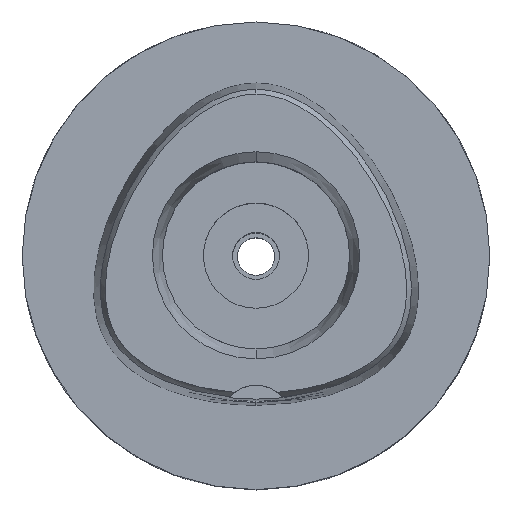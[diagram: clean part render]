
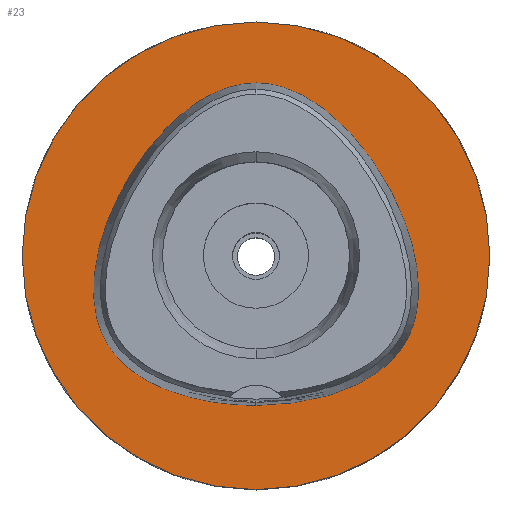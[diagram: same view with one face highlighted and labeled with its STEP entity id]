
A CAD part, top view. The second image highlights one B-rep face of the part: STEP entity #23.
In plain terms, the highlighted planar face has unit normal (0, 0, 1).
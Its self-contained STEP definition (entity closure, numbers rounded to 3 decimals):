
#23 = ADVANCED_FACE ( 'NONE', ( #2173, #165 ), #3060, .F. ) ;
#165 = FACE_BOUND ( 'NONE', #2454, .T. ) ;
#216 = CARTESIAN_POINT ( 'NONE',  ( -27.101, -11.411, 0. ) ) ;
#221 = ORIENTED_EDGE ( 'NONE', *, *, #3537, .F. ) ;
#237 = CARTESIAN_POINT ( 'NONE',  ( 17.753, 19.522, 0. ) ) ;
#246 = VERTEX_POINT ( 'NONE', #2687 ) ;
#318 = CARTESIAN_POINT ( 'NONE',  ( -17.753, 19.522, 0. ) ) ;
#357 = CARTESIAN_POINT ( 'NONE',  ( 13.218, 24.044, 0. ) ) ;
#587 = CARTESIAN_POINT ( 'NONE',  ( 25.638, -14.802, 0. ) ) ;
#596 = CARTESIAN_POINT ( 'NONE',  ( -27.855, -5.338, 0. ) ) ;
#609 = CARTESIAN_POINT ( 'NONE',  ( 27.855, -5.338, 0. ) ) ;
#729 = CARTESIAN_POINT ( 'NONE',  ( -21.421, -19.599, 0. ) ) ;
#738 = CARTESIAN_POINT ( 'NONE',  ( 11.74, -24.136, 0. ) ) ;
#901 = DIRECTION ( 'NONE',  ( 0., 1., 0. ) ) ;
#925 = CARTESIAN_POINT ( 'NONE',  ( 0., 0., 0. ) ) ;
#1040 = CARTESIAN_POINT ( 'NONE',  ( -3.149, 29.34, 0. ) ) ;
#1090 = CARTESIAN_POINT ( 'NONE',  ( -6.262, 28.351, 0. ) ) ;
#1147 = CARTESIAN_POINT ( 'NONE',  ( -11.74, -24.136, 0. ) ) ;
#1162 = CIRCLE ( 'NONE', #4510, 40. ) ;
#1227 = CARTESIAN_POINT ( 'NONE',  ( -6.692, -25.245, 0. ) ) ;
#1298 = DIRECTION ( 'NONE',  ( 0., 0., -1. ) ) ;
#1380 = CARTESIAN_POINT ( 'NONE',  ( 27.684, -8.752, 0. ) ) ;
#1386 = EDGE_CURVE ( 'NONE', #4582, #3107, #4573, .T. ) ;
#1406 = CARTESIAN_POINT ( 'NONE',  ( 22.339, 12.897, 0. ) ) ;
#1417 = CARTESIAN_POINT ( 'NONE',  ( -26.349, -13.395, 0. ) ) ;
#1436 = CARTESIAN_POINT ( 'NONE',  ( 0., 29.575, 0. ) ) ;
#1550 = CARTESIAN_POINT ( 'NONE',  ( 6.692, -25.245, 0. ) ) ;
#1560 = B_SPLINE_CURVE_WITH_KNOTS ( 'NONE', 3,
 ( #3088, #3893, #1040, #1090, #3790, #2300, #318, #1908, #3502, #4186, #3408, #596, #2204, #216, #1417, #3017, #4612, #4387, #729, #1617, #2379, #1147, #1227, #1991, #3245 ),
 .UNSPECIFIED., .F., .F.,
 ( 4, 1, 1, 1, 1, 1, 1, 1, 1, 1, 1, 1, 1, 1, 1, 1, 1, 1, 1, 1, 1, 1, 4 ),
 ( 0., 0.042, 0.083, 0.125, 0.167, 0.25, 0.333, 0.417, 0.458, 0.5, 0.542, 0.583, 0.625, 0.646, 0.667, 0.688, 0.708, 0.75, 0.792, 0.833, 0.875, 0.917, 1. ),
 .UNSPECIFIED. ) ;
#1617 = CARTESIAN_POINT ( 'NONE',  ( -18.55, -21.454, 0. ) ) ;
#1638 = AXIS2_PLACEMENT_3D ( 'NONE', #2986, #3402, #1856 ) ;
#1774 = CARTESIAN_POINT ( 'NONE',  ( 23.433, -17.764, 0. ) ) ;
#1798 = CARTESIAN_POINT ( 'NONE',  ( 0., -25.575, 0. ) ) ;
#1827 = CARTESIAN_POINT ( 'NONE',  ( 3.149, 29.34, 0. ) ) ;
#1834 = ORIENTED_EDGE ( 'NONE', *, *, #4956, .F. ) ;
#1856 = DIRECTION ( 'NONE',  ( 0., -1., 0. ) ) ;
#1908 = CARTESIAN_POINT ( 'NONE',  ( -22.339, 12.897, 0. ) ) ;
#1948 = CARTESIAN_POINT ( 'NONE',  ( 9.305, 26.792, 0. ) ) ;
#1991 = CARTESIAN_POINT ( 'NONE',  ( -2.677, -25.575, 0. ) ) ;
#2136 = DIRECTION ( 'NONE',  ( 0., 0., -1. ) ) ;
#2173 = FACE_OUTER_BOUND ( 'NONE', #4899, .T. ) ;
#2196 = CARTESIAN_POINT ( 'NONE',  ( 27.537, -1.766, 0. ) ) ;
#2204 = CARTESIAN_POINT ( 'NONE',  ( -27.684, -8.752, 0. ) ) ;
#2300 = CARTESIAN_POINT ( 'NONE',  ( -13.218, 24.044, 0. ) ) ;
#2379 = CARTESIAN_POINT ( 'NONE',  ( -15.298, -22.965, 0. ) ) ;
#2454 = EDGE_LOOP ( 'NONE', ( #4176, #221 ) ) ;
#2532 = DIRECTION ( 'NONE',  ( 0., -1., 0. ) ) ;
#2562 = CARTESIAN_POINT ( 'NONE',  ( 21.421, -19.599, 0. ) ) ;
#2607 = CARTESIAN_POINT ( 'NONE',  ( 24.775, -16.122, 0. ) ) ;
#2687 = CARTESIAN_POINT ( 'NONE',  ( 0., 29.575, 0. ) ) ;
#2732 = AXIS2_PLACEMENT_3D ( 'NONE', #3774, #1298, #901 ) ;
#2986 = CARTESIAN_POINT ( 'NONE',  ( 0., 0., 0. ) ) ;
#3017 = CARTESIAN_POINT ( 'NONE',  ( -25.638, -14.802, 0. ) ) ;
#3060 = PLANE ( 'NONE',  #1638 ) ;
#3088 = CARTESIAN_POINT ( 'NONE',  ( 0., 29.575, 0. ) ) ;
#3107 = VERTEX_POINT ( 'NONE', #3110 ) ;
#3110 = CARTESIAN_POINT ( 'NONE',  ( 0., -40., 0. ) ) ;
#3123 = CARTESIAN_POINT ( 'NONE',  ( 2.677, -25.575, 0. ) ) ;
#3245 = CARTESIAN_POINT ( 'NONE',  ( 0., -25.575, 0. ) ) ;
#3402 = DIRECTION ( 'NONE',  ( 0., 0., -1. ) ) ;
#3408 = CARTESIAN_POINT ( 'NONE',  ( -27.537, -1.766, 0. ) ) ;
#3421 = CARTESIAN_POINT ( 'NONE',  ( 27.101, -11.411, 0. ) ) ;
#3494 = B_SPLINE_CURVE_WITH_KNOTS ( 'NONE', 3,
 ( #3515, #3123, #1550, #738, #4177, #4965, #2562, #1774, #2607, #587, #5112, #3421, #1380, #609, #2196, #4200, #4153, #1406, #237, #357, #1948, #3809, #1827, #5020, #1436 ),
 .UNSPECIFIED., .F., .F.,
 ( 4, 1, 1, 1, 1, 1, 1, 1, 1, 1, 1, 1, 1, 1, 1, 1, 1, 1, 1, 1, 1, 1, 4 ),
 ( 0., 0.083, 0.125, 0.167, 0.208, 0.25, 0.292, 0.313, 0.333, 0.354, 0.375, 0.417, 0.458, 0.5, 0.542, 0.583, 0.667, 0.75, 0.833, 0.875, 0.917, 0.958, 1. ),
 .UNSPECIFIED. ) ;
#3502 = CARTESIAN_POINT ( 'NONE',  ( -25.209, 6.827, 0. ) ) ;
#3515 = CARTESIAN_POINT ( 'NONE',  ( 0., -25.575, 0. ) ) ;
#3532 = VERTEX_POINT ( 'NONE', #1798 ) ;
#3537 = EDGE_CURVE ( 'NONE', #3532, #246, #3494, .T. ) ;
#3689 = CARTESIAN_POINT ( 'NONE',  ( 0., 40., 0. ) ) ;
#3774 = CARTESIAN_POINT ( 'NONE',  ( 0., 0., 0. ) ) ;
#3790 = CARTESIAN_POINT ( 'NONE',  ( -9.305, 26.792, 0. ) ) ;
#3809 = CARTESIAN_POINT ( 'NONE',  ( 6.262, 28.351, 0. ) ) ;
#3893 = CARTESIAN_POINT ( 'NONE',  ( -1.05, 29.575, 0. ) ) ;
#4153 = CARTESIAN_POINT ( 'NONE',  ( 25.209, 6.827, 0. ) ) ;
#4176 = ORIENTED_EDGE ( 'NONE', *, *, #4207, .F. ) ;
#4177 = CARTESIAN_POINT ( 'NONE',  ( 15.298, -22.965, 0. ) ) ;
#4186 = CARTESIAN_POINT ( 'NONE',  ( -26.772, 1.9, 0. ) ) ;
#4200 = CARTESIAN_POINT ( 'NONE',  ( 26.772, 1.9, 0. ) ) ;
#4207 = EDGE_CURVE ( 'NONE', #246, #3532, #1560, .T. ) ;
#4387 = CARTESIAN_POINT ( 'NONE',  ( -23.433, -17.764, 0. ) ) ;
#4462 = ORIENTED_EDGE ( 'NONE', *, *, #1386, .F. ) ;
#4510 = AXIS2_PLACEMENT_3D ( 'NONE', #925, #2136, #2532 ) ;
#4573 = CIRCLE ( 'NONE', #2732, 40. ) ;
#4582 = VERTEX_POINT ( 'NONE', #3689 ) ;
#4612 = CARTESIAN_POINT ( 'NONE',  ( -24.775, -16.122, 0. ) ) ;
#4899 = EDGE_LOOP ( 'NONE', ( #4462, #1834 ) ) ;
#4956 = EDGE_CURVE ( 'NONE', #3107, #4582, #1162, .T. ) ;
#4965 = CARTESIAN_POINT ( 'NONE',  ( 18.55, -21.454, 0. ) ) ;
#5020 = CARTESIAN_POINT ( 'NONE',  ( 1.05, 29.575, 0. ) ) ;
#5112 = CARTESIAN_POINT ( 'NONE',  ( 26.349, -13.395, 0. ) ) ;
